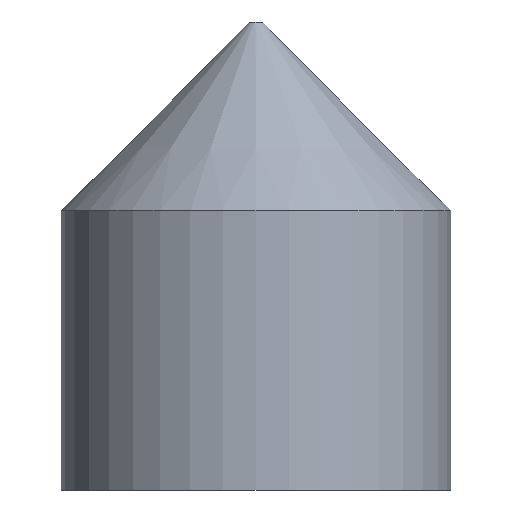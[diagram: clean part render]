
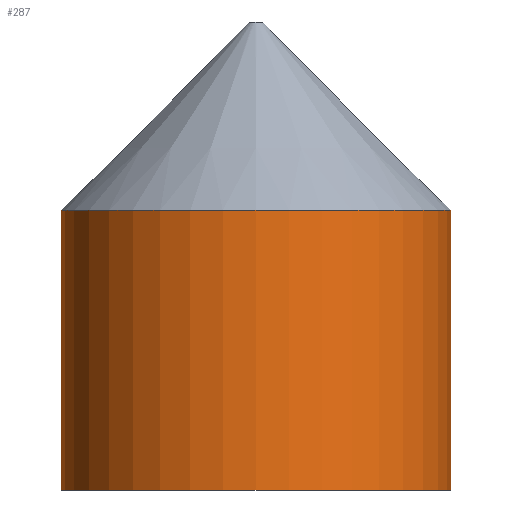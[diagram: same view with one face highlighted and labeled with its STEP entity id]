
A CAD part, left-side view. The second image highlights one B-rep face of the part: STEP entity #287.
In plain terms, the highlighted cylindrical face has radius 13.95 mm (diameter 27.9 mm), a partial arc.
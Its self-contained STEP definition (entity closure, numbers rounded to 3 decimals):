
#45=FACE_OUTER_BOUND('',#65,.T.);
#65=EDGE_LOOP('',(#256,#257,#258,#259,#260));
#81=LINE('',#460,#106);
#85=LINE('',#467,#110);
#106=VECTOR('',#367,10.);
#110=VECTOR('',#373,10.);
#127=CIRCLE('',#327,13.95);
#128=CIRCLE('',#329,13.95);
#129=CIRCLE('',#330,13.95);
#144=VERTEX_POINT('',#456);
#146=VERTEX_POINT('',#459);
#147=VERTEX_POINT('',#464);
#148=VERTEX_POINT('',#466);
#153=VERTEX_POINT('',#493);
#172=EDGE_CURVE('',#144,#146,#81,.T.);
#176=EDGE_CURVE('',#147,#148,#85,.T.);
#188=EDGE_CURVE('',#144,#148,#127,.T.);
#189=EDGE_CURVE('',#153,#147,#128,.T.);
#190=EDGE_CURVE('',#146,#153,#129,.T.);
#256=ORIENTED_EDGE('',*,*,#172,.F.);
#257=ORIENTED_EDGE('',*,*,#188,.T.);
#258=ORIENTED_EDGE('',*,*,#176,.F.);
#259=ORIENTED_EDGE('',*,*,#189,.F.);
#260=ORIENTED_EDGE('',*,*,#190,.F.);
#272=CYLINDRICAL_SURFACE('',#328,13.95);
#287=ADVANCED_FACE('',(#45),#272,.T.);
#327=AXIS2_PLACEMENT_3D('',#491,#406,#407);
#328=AXIS2_PLACEMENT_3D('',#492,#408,#409);
#329=AXIS2_PLACEMENT_3D('',#494,#410,#411);
#330=AXIS2_PLACEMENT_3D('',#495,#412,#413);
#367=DIRECTION('',(0.,0.,1.));
#373=DIRECTION('',(0.,0.,-1.));
#406=DIRECTION('center_axis',(0.,0.,1.));
#407=DIRECTION('ref_axis',(1.,0.,0.));
#408=DIRECTION('center_axis',(0.,0.,1.));
#409=DIRECTION('ref_axis',(-1.,0.,0.));
#410=DIRECTION('center_axis',(0.,0.,1.));
#411=DIRECTION('ref_axis',(1.,0.,0.));
#412=DIRECTION('center_axis',(0.,0.,1.));
#413=DIRECTION('ref_axis',(1.,0.,0.));
#456=CARTESIAN_POINT('',(13.584,3.175,0.));
#459=CARTESIAN_POINT('',(13.584,3.175,20.));
#460=CARTESIAN_POINT('',(13.584,3.175,10.));
#464=CARTESIAN_POINT('',(13.584,-3.175,20.));
#466=CARTESIAN_POINT('',(13.584,-3.175,0.));
#467=CARTESIAN_POINT('',(13.584,-3.175,10.));
#491=CARTESIAN_POINT('Origin',(0.,0.,0.));
#492=CARTESIAN_POINT('Origin',(0.,0.,10.));
#493=CARTESIAN_POINT('',(-13.95,0.,20.));
#494=CARTESIAN_POINT('Origin',(0.,0.,20.));
#495=CARTESIAN_POINT('Origin',(0.,0.,20.));
